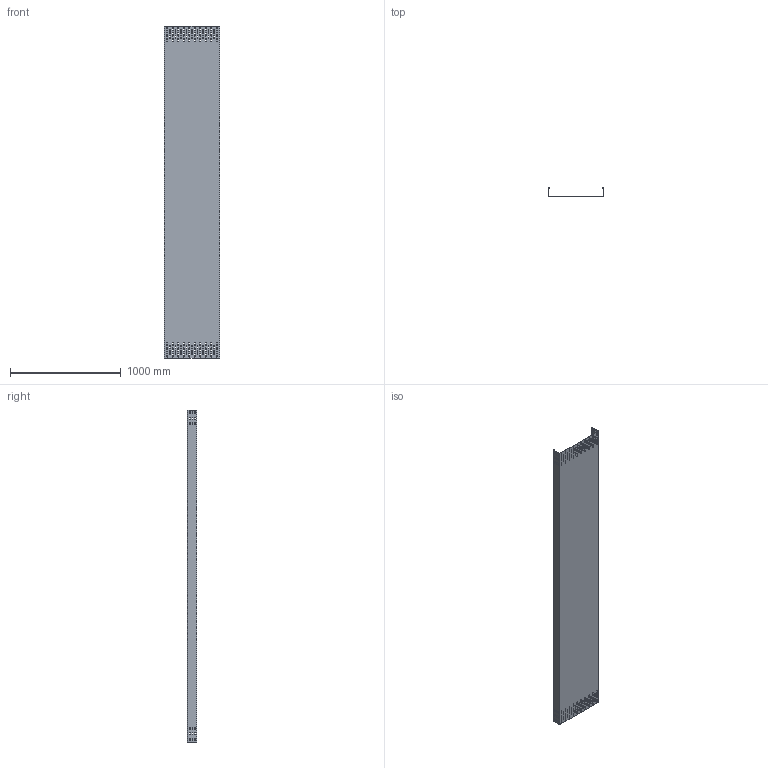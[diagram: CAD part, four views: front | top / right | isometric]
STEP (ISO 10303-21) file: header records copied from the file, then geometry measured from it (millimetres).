
FILE_DESCRIPTION((''),'2;1');
FILE_NAME('6057500','2012-07-18T',('AndreasKeweloh'),(''),'PRO/ENGINEER BY PARAMETRIC TECHNOLOGY CORPORATION, 2012130','PRO/ENGINEER BY PARAMETRIC TECHNOLOGY CORPORATION, 2012130','');
FILE_SCHEMA(('CONFIG_CONTROL_DESIGN'));
Length unit declared in the file: millimetre
Products named in the file (1): 6057500
Bounding box: 500 x 85 x 3000 mm (x, y, z)
Volume: 2059932.5 mm3; surface area: 4135893.9 mm2
Topology: 1 solids, 1 shells, 546 faces, 1632 edges, 1088 vertices
Faces by surface type: plane 274, cylinder 272
Entity records: 19086 total; most frequent: DIRECTION 3268, CARTESIAN_POINT 3266, ORIENTED_EDGE 3264, EDGE_CURVE 1632, AXIS2_PLACEMENT_3D 1090, VECTOR 1088, LINE 1088, VERTEX_POINT 1088
